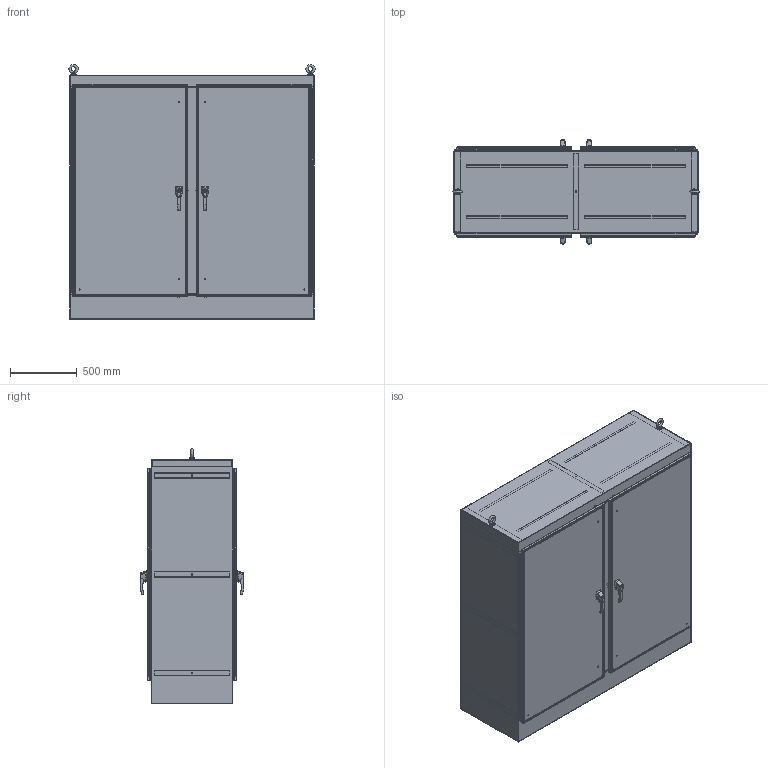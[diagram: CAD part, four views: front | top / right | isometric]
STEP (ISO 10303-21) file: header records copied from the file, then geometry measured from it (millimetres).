
FILE_DESCRIPTION (( 'STEP AP203' ), '1' );
FILE_NAME ('HN4FS727224DASS.step', '2020-11-12T20:40:07', ( 'ADC123' ), ( 'Microsoft' ), 'SwSTEP 2.0', 'SolidWorks 2019', '' );
FILE_SCHEMA (( 'CONFIG_CONTROL_DESIGN' ));
Length unit declared in the file: inch
Products named in the file (1): HN4FS727224DASS
Bounding box: 1844.14 x 778.87 x 1911.12 mm (x, y, z)
Volume: 35659568.3 mm3; surface area: 29583995.9 mm2
Topology: 189 solids, 195 shells, 5411 faces, 14078 edges, 9138 vertices
Faces by surface type: plane 2809, cylinder 2126, cone 250, bspline 226
Full cylindrical faces by diameter (mm): 2.54 x4, 4.394 x4, 5.105 x12, 5.893 x4, 5.918 x4, 6.248 x12, 6.35 x36, 6.528 x16, 7.112 x16, 7.137 x16, 7.442 x12, 7.722 x40, 7.937 x9, 7.938 x23, 7.95 x8, 8.128 x4, 8.255 x4, 8.484 x4, 8.89 x4, 9.398 x8, 9.525 x4, 9.906 x16, 10.49 x8, 11.176 x8, 12.7 x8, 13.335 x4, 13.376 x2, 15.24 x4, 15.85 x2, 15.875 x10
Entity records: 193476 total; most frequent: CARTESIAN_POINT 62145, ORIENTED_EDGE 27214, DIRECTION 26657, EDGE_CURVE 13607, AXIS2_PLACEMENT_3D 9344, VERTEX_POINT 9106, VECTOR 7969, LINE 7969
